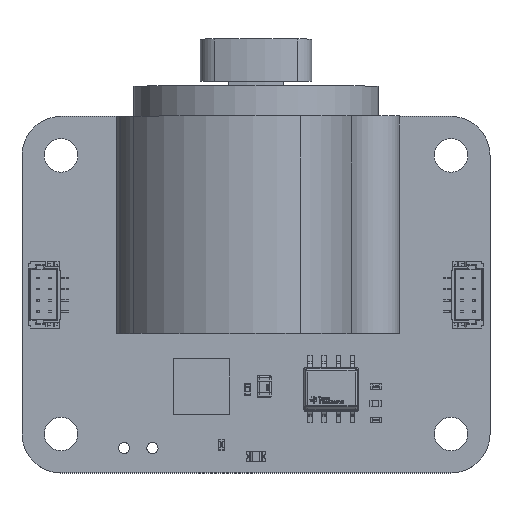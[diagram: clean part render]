
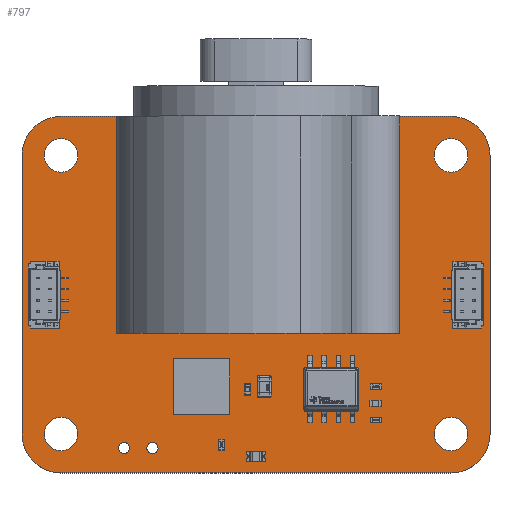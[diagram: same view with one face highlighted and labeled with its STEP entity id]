
A CAD part, top view. The second image highlights one B-rep face of the part: STEP entity #797.
In plain terms, the highlighted planar face has unit normal (0, 0, 1).
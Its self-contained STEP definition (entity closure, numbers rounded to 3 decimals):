
#100 = VERTEX_POINT('',#101);
#101 = CARTESIAN_POINT('',(0.,3.5,1.595));
#107 = EDGE_CURVE('',#100,#108,#110,.T.);
#108 = VERTEX_POINT('',#109);
#109 = CARTESIAN_POINT('',(0.,28.5,1.595));
#110 = LINE('',#111,#112);
#111 = CARTESIAN_POINT('',(0.,3.5,1.595));
#112 = VECTOR('',#113,1.);
#113 = DIRECTION('',(0.,1.,0.));
#138 = EDGE_CURVE('',#108,#139,#141,.T.);
#139 = VERTEX_POINT('',#140);
#140 = CARTESIAN_POINT('',(3.5,32.,1.595));
#141 = CIRCLE('',#142,3.5);
#142 = AXIS2_PLACEMENT_3D('',#143,#144,#145);
#143 = CARTESIAN_POINT('',(3.5,28.5,1.595));
#144 = DIRECTION('',(0.,0.,-1.));
#145 = DIRECTION('',(-1.,0.,-0.));
#171 = EDGE_CURVE('',#139,#172,#174,.T.);
#172 = VERTEX_POINT('',#173);
#173 = CARTESIAN_POINT('',(38.5,32.,1.595));
#174 = LINE('',#175,#176);
#175 = CARTESIAN_POINT('',(3.5,32.,1.595));
#176 = VECTOR('',#177,1.);
#177 = DIRECTION('',(1.,0.,0.));
#202 = EDGE_CURVE('',#172,#203,#205,.T.);
#203 = VERTEX_POINT('',#204);
#204 = CARTESIAN_POINT('',(42.,28.5,1.595));
#205 = CIRCLE('',#206,3.5);
#206 = AXIS2_PLACEMENT_3D('',#207,#208,#209);
#207 = CARTESIAN_POINT('',(38.5,28.5,1.595));
#208 = DIRECTION('',(0.,0.,-1.));
#209 = DIRECTION('',(0.,1.,0.));
#235 = EDGE_CURVE('',#203,#236,#238,.T.);
#236 = VERTEX_POINT('',#237);
#237 = CARTESIAN_POINT('',(42.,3.5,1.595));
#238 = LINE('',#239,#240);
#239 = CARTESIAN_POINT('',(42.,28.5,1.595));
#240 = VECTOR('',#241,1.);
#241 = DIRECTION('',(0.,-1.,0.));
#266 = EDGE_CURVE('',#236,#267,#269,.T.);
#267 = VERTEX_POINT('',#268);
#268 = CARTESIAN_POINT('',(38.5,0.,1.595));
#269 = CIRCLE('',#270,3.5);
#270 = AXIS2_PLACEMENT_3D('',#271,#272,#273);
#271 = CARTESIAN_POINT('',(38.5,3.5,1.595));
#272 = DIRECTION('',(0.,0.,-1.));
#273 = DIRECTION('',(1.,0.,0.));
#299 = EDGE_CURVE('',#267,#300,#302,.T.);
#300 = VERTEX_POINT('',#301);
#301 = CARTESIAN_POINT('',(3.5,0.,1.595));
#302 = LINE('',#303,#304);
#303 = CARTESIAN_POINT('',(38.5,0.,1.595));
#304 = VECTOR('',#305,1.);
#305 = DIRECTION('',(-1.,0.,0.));
#330 = EDGE_CURVE('',#300,#100,#331,.T.);
#331 = CIRCLE('',#332,3.5);
#332 = AXIS2_PLACEMENT_3D('',#333,#334,#335);
#333 = CARTESIAN_POINT('',(3.5,3.5,1.595));
#334 = DIRECTION('',(0.,0.,-1.));
#335 = DIRECTION('',(0.,-1.,0.));
#356 = VERTEX_POINT('',#357);
#357 = CARTESIAN_POINT('',(5.,3.5,1.595));
#363 = EDGE_CURVE('',#356,#356,#364,.T.);
#364 = CIRCLE('',#365,1.5);
#365 = AXIS2_PLACEMENT_3D('',#366,#367,#368);
#366 = CARTESIAN_POINT('',(3.5,3.5,1.595));
#367 = DIRECTION('',(0.,0.,1.));
#368 = DIRECTION('',(1.,0.,-0.));
#389 = VERTEX_POINT('',#390);
#390 = CARTESIAN_POINT('',(12.208,2.238,1.595));
#396 = EDGE_CURVE('',#389,#389,#397,.T.);
#397 = CIRCLE('',#398,0.508);
#398 = AXIS2_PLACEMENT_3D('',#399,#400,#401);
#399 = CARTESIAN_POINT('',(11.7,2.238,1.595));
#400 = DIRECTION('',(0.,0.,1.));
#401 = DIRECTION('',(1.,0.,-0.));
#422 = VERTEX_POINT('',#423);
#423 = CARTESIAN_POINT('',(9.668,2.238,1.595));
#429 = EDGE_CURVE('',#422,#422,#430,.T.);
#430 = CIRCLE('',#431,0.508);
#431 = AXIS2_PLACEMENT_3D('',#432,#433,#434);
#432 = CARTESIAN_POINT('',(9.16,2.238,1.595));
#433 = DIRECTION('',(0.,0.,1.));
#434 = DIRECTION('',(1.,0.,-0.));
#455 = VERTEX_POINT('',#456);
#456 = CARTESIAN_POINT('',(5.,28.5,1.595));
#462 = EDGE_CURVE('',#455,#455,#463,.T.);
#463 = CIRCLE('',#464,1.5);
#464 = AXIS2_PLACEMENT_3D('',#465,#466,#467);
#465 = CARTESIAN_POINT('',(3.5,28.5,1.595));
#466 = DIRECTION('',(0.,0.,1.));
#467 = DIRECTION('',(1.,0.,-0.));
#488 = VERTEX_POINT('',#489);
#489 = CARTESIAN_POINT('',(13.345,25.015,1.595));
#495 = EDGE_CURVE('',#488,#488,#496,.T.);
#496 = CIRCLE('',#497,0.6);
#497 = AXIS2_PLACEMENT_3D('',#498,#499,#500);
#498 = CARTESIAN_POINT('',(12.745,25.015,1.595));
#499 = DIRECTION('',(0.,0.,1.));
#500 = DIRECTION('',(1.,0.,-0.));
#521 = VERTEX_POINT('',#522);
#522 = CARTESIAN_POINT('',(17.99,28.19,1.595));
#528 = EDGE_CURVE('',#521,#521,#529,.T.);
#529 = CIRCLE('',#530,0.8);
#530 = AXIS2_PLACEMENT_3D('',#531,#532,#533);
#531 = CARTESIAN_POINT('',(17.19,28.19,1.595));
#532 = DIRECTION('',(0.,0.,1.));
#533 = DIRECTION('',(1.,0.,-0.));
#554 = VERTEX_POINT('',#555);
#555 = CARTESIAN_POINT('',(21.6,14.855,1.595));
#561 = EDGE_CURVE('',#554,#554,#562,.T.);
#562 = CIRCLE('',#563,0.6);
#563 = AXIS2_PLACEMENT_3D('',#564,#565,#566);
#564 = CARTESIAN_POINT('',(21.,14.855,1.595));
#565 = DIRECTION('',(0.,0.,1.));
#566 = DIRECTION('',(1.,0.,-0.));
#587 = VERTEX_POINT('',#588);
#588 = CARTESIAN_POINT('',(40.,3.5,1.595));
#594 = EDGE_CURVE('',#587,#587,#595,.T.);
#595 = CIRCLE('',#596,1.5);
#596 = AXIS2_PLACEMENT_3D('',#597,#598,#599);
#597 = CARTESIAN_POINT('',(38.5,3.5,1.595));
#598 = DIRECTION('',(0.,0.,1.));
#599 = DIRECTION('',(1.,0.,-0.));
#620 = VERTEX_POINT('',#621);
#621 = CARTESIAN_POINT('',(25.61,18.665,1.595));
#627 = EDGE_CURVE('',#620,#620,#628,.T.);
#628 = CIRCLE('',#629,0.8);
#629 = AXIS2_PLACEMENT_3D('',#630,#631,#632);
#630 = CARTESIAN_POINT('',(24.81,18.665,1.595));
#631 = DIRECTION('',(0.,0.,1.));
#632 = DIRECTION('',(1.,0.,-0.));
#653 = VERTEX_POINT('',#654);
#654 = CARTESIAN_POINT('',(17.99,19.3,1.595));
#660 = EDGE_CURVE('',#653,#653,#661,.T.);
#661 = CIRCLE('',#662,0.8);
#662 = AXIS2_PLACEMENT_3D('',#663,#664,#665);
#663 = CARTESIAN_POINT('',(17.19,19.3,1.595));
#664 = DIRECTION('',(0.,0.,1.));
#665 = DIRECTION('',(1.,0.,-0.));
#686 = VERTEX_POINT('',#687);
#687 = CARTESIAN_POINT('',(25.61,23.11,1.595));
#693 = EDGE_CURVE('',#686,#686,#694,.T.);
#694 = CIRCLE('',#695,0.8);
#695 = AXIS2_PLACEMENT_3D('',#696,#697,#698);
#696 = CARTESIAN_POINT('',(24.81,23.11,1.595));
#697 = DIRECTION('',(0.,0.,1.));
#698 = DIRECTION('',(1.,0.,-0.));
#719 = VERTEX_POINT('',#720);
#720 = CARTESIAN_POINT('',(40.,28.5,1.595));
#726 = EDGE_CURVE('',#719,#719,#727,.T.);
#727 = CIRCLE('',#728,1.5);
#728 = AXIS2_PLACEMENT_3D('',#729,#730,#731);
#729 = CARTESIAN_POINT('',(38.5,28.5,1.595));
#730 = DIRECTION('',(0.,0.,1.));
#731 = DIRECTION('',(1.,0.,-0.));
#797 = ADVANCED_FACE('',(#798,#808,#811,#814,#817,#820,#823,#826,#829,
    #832,#835,#838,#841),#844,.F.);
#798 = FACE_BOUND('',#799,.F.);
#799 = EDGE_LOOP('',(#800,#801,#802,#803,#804,#805,#806,#807));
#800 = ORIENTED_EDGE('',*,*,#107,.T.);
#801 = ORIENTED_EDGE('',*,*,#138,.T.);
#802 = ORIENTED_EDGE('',*,*,#171,.T.);
#803 = ORIENTED_EDGE('',*,*,#202,.T.);
#804 = ORIENTED_EDGE('',*,*,#235,.T.);
#805 = ORIENTED_EDGE('',*,*,#266,.T.);
#806 = ORIENTED_EDGE('',*,*,#299,.T.);
#807 = ORIENTED_EDGE('',*,*,#330,.T.);
#808 = FACE_BOUND('',#809,.F.);
#809 = EDGE_LOOP('',(#810));
#810 = ORIENTED_EDGE('',*,*,#363,.T.);
#811 = FACE_BOUND('',#812,.F.);
#812 = EDGE_LOOP('',(#813));
#813 = ORIENTED_EDGE('',*,*,#396,.T.);
#814 = FACE_BOUND('',#815,.F.);
#815 = EDGE_LOOP('',(#816));
#816 = ORIENTED_EDGE('',*,*,#429,.T.);
#817 = FACE_BOUND('',#818,.F.);
#818 = EDGE_LOOP('',(#819));
#819 = ORIENTED_EDGE('',*,*,#462,.T.);
#820 = FACE_BOUND('',#821,.F.);
#821 = EDGE_LOOP('',(#822));
#822 = ORIENTED_EDGE('',*,*,#495,.T.);
#823 = FACE_BOUND('',#824,.F.);
#824 = EDGE_LOOP('',(#825));
#825 = ORIENTED_EDGE('',*,*,#528,.T.);
#826 = FACE_BOUND('',#827,.F.);
#827 = EDGE_LOOP('',(#828));
#828 = ORIENTED_EDGE('',*,*,#561,.T.);
#829 = FACE_BOUND('',#830,.F.);
#830 = EDGE_LOOP('',(#831));
#831 = ORIENTED_EDGE('',*,*,#594,.T.);
#832 = FACE_BOUND('',#833,.F.);
#833 = EDGE_LOOP('',(#834));
#834 = ORIENTED_EDGE('',*,*,#627,.T.);
#835 = FACE_BOUND('',#836,.F.);
#836 = EDGE_LOOP('',(#837));
#837 = ORIENTED_EDGE('',*,*,#660,.T.);
#838 = FACE_BOUND('',#839,.F.);
#839 = EDGE_LOOP('',(#840));
#840 = ORIENTED_EDGE('',*,*,#693,.T.);
#841 = FACE_BOUND('',#842,.F.);
#842 = EDGE_LOOP('',(#843));
#843 = ORIENTED_EDGE('',*,*,#726,.T.);
#844 = PLANE('',#845);
#845 = AXIS2_PLACEMENT_3D('',#846,#847,#848);
#846 = CARTESIAN_POINT('',(21.,16.,1.595));
#847 = DIRECTION('',(-0.,-0.,-1.));
#848 = DIRECTION('',(-1.,0.,0.));
